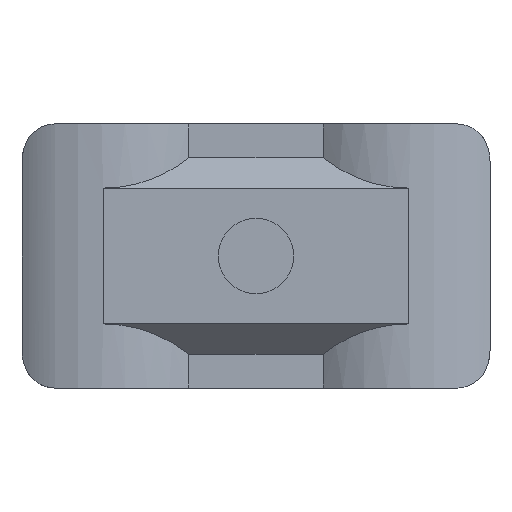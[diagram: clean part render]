
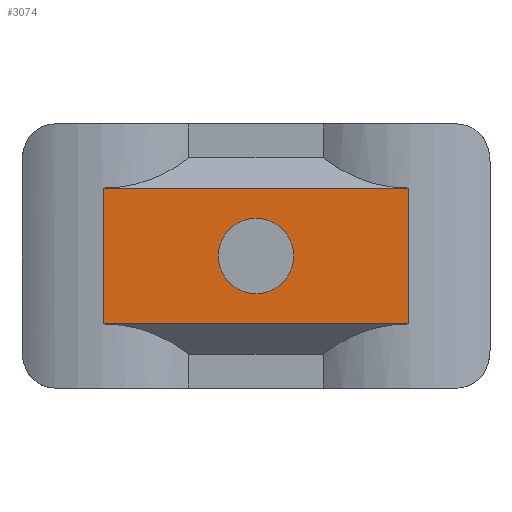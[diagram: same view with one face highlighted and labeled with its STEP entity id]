
A CAD part, front view. The second image highlights one B-rep face of the part: STEP entity #3074.
In plain terms, the highlighted planar face has unit normal (0, -1, 0).
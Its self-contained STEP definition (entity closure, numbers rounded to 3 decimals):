
#203 = VECTOR ( 'NONE', #4210, 1000. ) ;
#215 = FACE_BOUND ( 'NONE', #2018, .T. ) ;
#527 = VERTEX_POINT ( 'NONE', #1288 ) ;
#669 = ORIENTED_EDGE ( 'NONE', *, *, #776, .T. ) ;
#771 = LINE ( 'NONE', #2536, #203 ) ;
#776 = EDGE_CURVE ( 'NONE', #527, #3625, #3604, .T. ) ;
#882 = CIRCLE ( 'NONE', #4909, 4.25 ) ;
#1048 = PLANE ( 'NONE',  #4091 ) ;
#1288 = CARTESIAN_POINT ( 'NONE',  ( 40.5, -3., 26.5 ) ) ;
#1651 = CARTESIAN_POINT ( 'NONE',  ( 20.25, -3., 17.5 ) ) ;
#1737 = VERTEX_POINT ( 'NONE', #3681 ) ;
#1895 = DIRECTION ( 'NONE',  ( -1., 0., 0. ) ) ;
#1943 = EDGE_CURVE ( 'NONE', #1737, #5596, #882, .T. ) ;
#2018 = EDGE_LOOP ( 'NONE', ( #2461, #2164 ) ) ;
#2164 = ORIENTED_EDGE ( 'NONE', *, *, #5442, .F. ) ;
#2342 = CARTESIAN_POINT ( 'NONE',  ( 20.25, -3., 17.5 ) ) ;
#2374 = EDGE_CURVE ( 'NONE', #3625, #2639, #771, .T. ) ;
#2383 = DIRECTION ( 'NONE',  ( 0., 0., 1. ) ) ;
#2435 = FACE_OUTER_BOUND ( 'NONE', #3560, .T. ) ;
#2461 = ORIENTED_EDGE ( 'NONE', *, *, #1943, .F. ) ;
#2529 = CARTESIAN_POINT ( 'NONE',  ( 0., -3., 8.5 ) ) ;
#2536 = CARTESIAN_POINT ( 'NONE',  ( 0., -3., 35. ) ) ;
#2582 = CARTESIAN_POINT ( 'NONE',  ( 40.5, -3., 35. ) ) ;
#2628 = CARTESIAN_POINT ( 'NONE',  ( 0., -3., 26.5 ) ) ;
#2639 = VERTEX_POINT ( 'NONE', #2529 ) ;
#2687 = CARTESIAN_POINT ( 'NONE',  ( 20.25, -3., 26.5 ) ) ;
#2694 = AXIS2_PLACEMENT_3D ( 'NONE', #1651, #3845, #5520 ) ;
#2787 = VECTOR ( 'NONE', #1895, 1000. ) ;
#2842 = ORIENTED_EDGE ( 'NONE', *, *, #3222, .F. ) ;
#2843 = CARTESIAN_POINT ( 'NONE',  ( 20.25, -3., 9.5 ) ) ;
#3074 = ADVANCED_FACE ( 'NONE', ( #2435, #215 ), #1048, .T. ) ;
#3222 = EDGE_CURVE ( 'NONE', #527, #4516, #5201, .T. ) ;
#3248 = LINE ( 'NONE', #4972, #2787 ) ;
#3387 = VECTOR ( 'NONE', #3996, 1000. ) ;
#3560 = EDGE_LOOP ( 'NONE', ( #3719, #4679, #2842, #669 ) ) ;
#3604 = LINE ( 'NONE', #2687, #3387 ) ;
#3625 = VERTEX_POINT ( 'NONE', #2628 ) ;
#3681 = CARTESIAN_POINT ( 'NONE',  ( 20.25, -3., 13.25 ) ) ;
#3719 = ORIENTED_EDGE ( 'NONE', *, *, #2374, .T. ) ;
#3728 = VECTOR ( 'NONE', #3841, 1000. ) ;
#3841 = DIRECTION ( 'NONE',  ( 0., 0., -1. ) ) ;
#3845 = DIRECTION ( 'NONE',  ( 0., -1., 0. ) ) ;
#3996 = DIRECTION ( 'NONE',  ( -1., 0., 0. ) ) ;
#4082 = DIRECTION ( 'NONE',  ( 0., -1., 0. ) ) ;
#4091 = AXIS2_PLACEMENT_3D ( 'NONE', #2843, #5465, #2383 ) ;
#4210 = DIRECTION ( 'NONE',  ( 0., 0., -1. ) ) ;
#4516 = VERTEX_POINT ( 'NONE', #5063 ) ;
#4556 = DIRECTION ( 'NONE',  ( 0., 0., 1. ) ) ;
#4679 = ORIENTED_EDGE ( 'NONE', *, *, #4982, .F. ) ;
#4747 = CARTESIAN_POINT ( 'NONE',  ( 20.25, -3., 21.75 ) ) ;
#4909 = AXIS2_PLACEMENT_3D ( 'NONE', #2342, #4082, #4556 ) ;
#4972 = CARTESIAN_POINT ( 'NONE',  ( 20.25, -3., 8.5 ) ) ;
#4982 = EDGE_CURVE ( 'NONE', #4516, #2639, #3248, .T. ) ;
#5063 = CARTESIAN_POINT ( 'NONE',  ( 40.5, -3., 8.5 ) ) ;
#5135 = CIRCLE ( 'NONE', #2694, 4.25 ) ;
#5201 = LINE ( 'NONE', #2582, #3728 ) ;
#5442 = EDGE_CURVE ( 'NONE', #5596, #1737, #5135, .T. ) ;
#5465 = DIRECTION ( 'NONE',  ( 0., -1., 0. ) ) ;
#5520 = DIRECTION ( 'NONE',  ( 0., 0., 1. ) ) ;
#5596 = VERTEX_POINT ( 'NONE', #4747 ) ;
